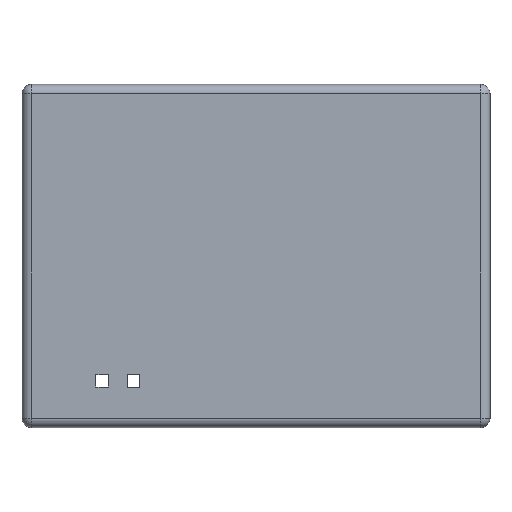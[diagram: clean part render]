
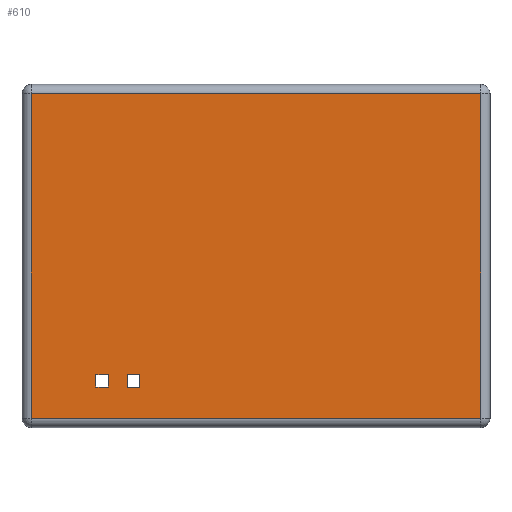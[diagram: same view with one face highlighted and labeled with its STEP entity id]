
A CAD part, top view. The second image highlights one B-rep face of the part: STEP entity #610.
In plain terms, the highlighted planar face has unit normal (0, 0, 1).
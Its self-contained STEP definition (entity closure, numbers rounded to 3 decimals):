
#95 = VERTEX_POINT('',#96);
#96 = CARTESIAN_POINT('',(-1.,1.,13.6));
#103 = EDGE_CURVE('',#95,#104,#106,.T.);
#104 = VERTEX_POINT('',#105);
#105 = CARTESIAN_POINT('',(-1.,-51.,13.6));
#106 = LINE('',#107,#108);
#107 = CARTESIAN_POINT('',(-1.,1.,13.6));
#108 = VECTOR('',#109,1.);
#109 = DIRECTION('',(0.,-1.,0.));
#610 = ADVANCED_FACE('',(#611,#636,#670),#704,.T.);
#611 = FACE_BOUND('',#612,.T.);
#612 = EDGE_LOOP('',(#613,#621,#622,#630));
#613 = ORIENTED_EDGE('',*,*,#614,.T.);
#614 = EDGE_CURVE('',#615,#95,#617,.T.);
#615 = VERTEX_POINT('',#616);
#616 = CARTESIAN_POINT('',(71.,1.,13.6));
#617 = LINE('',#618,#619);
#618 = CARTESIAN_POINT('',(71.,1.,13.6));
#619 = VECTOR('',#620,1.);
#620 = DIRECTION('',(-1.,0.,0.));
#621 = ORIENTED_EDGE('',*,*,#103,.T.);
#622 = ORIENTED_EDGE('',*,*,#623,.T.);
#623 = EDGE_CURVE('',#104,#624,#626,.T.);
#624 = VERTEX_POINT('',#625);
#625 = CARTESIAN_POINT('',(71.,-51.,13.6));
#626 = LINE('',#627,#628);
#627 = CARTESIAN_POINT('',(-1.,-51.,13.6));
#628 = VECTOR('',#629,1.);
#629 = DIRECTION('',(1.,0.,0.));
#630 = ORIENTED_EDGE('',*,*,#631,.T.);
#631 = EDGE_CURVE('',#624,#615,#632,.T.);
#632 = LINE('',#633,#634);
#633 = CARTESIAN_POINT('',(71.,-51.,13.6));
#634 = VECTOR('',#635,1.);
#635 = DIRECTION('',(0.,1.,0.));
#636 = FACE_BOUND('',#637,.T.);
#637 = EDGE_LOOP('',(#638,#648,#656,#664));
#638 = ORIENTED_EDGE('',*,*,#639,.F.);
#639 = EDGE_CURVE('',#640,#642,#644,.T.);
#640 = VERTEX_POINT('',#641);
#641 = CARTESIAN_POINT('',(11.343,-44.,13.6));
#642 = VERTEX_POINT('',#643);
#643 = CARTESIAN_POINT('',(9.343,-44.,13.6));
#644 = LINE('',#645,#646);
#645 = CARTESIAN_POINT('',(22.171,-44.,13.6));
#646 = VECTOR('',#647,1.);
#647 = DIRECTION('',(-1.,0.,0.));
#648 = ORIENTED_EDGE('',*,*,#649,.F.);
#649 = EDGE_CURVE('',#650,#640,#652,.T.);
#650 = VERTEX_POINT('',#651);
#651 = CARTESIAN_POINT('',(11.343,-46.,13.6));
#652 = LINE('',#653,#654);
#653 = CARTESIAN_POINT('',(11.343,-34.5,13.6));
#654 = VECTOR('',#655,1.);
#655 = DIRECTION('',(0.,1.,0.));
#656 = ORIENTED_EDGE('',*,*,#657,.F.);
#657 = EDGE_CURVE('',#658,#650,#660,.T.);
#658 = VERTEX_POINT('',#659);
#659 = CARTESIAN_POINT('',(9.343,-46.,13.6));
#660 = LINE('',#661,#662);
#661 = CARTESIAN_POINT('',(23.171,-46.,13.6));
#662 = VECTOR('',#663,1.);
#663 = DIRECTION('',(1.,0.,0.));
#664 = ORIENTED_EDGE('',*,*,#665,.F.);
#665 = EDGE_CURVE('',#642,#658,#666,.T.);
#666 = LINE('',#667,#668);
#667 = CARTESIAN_POINT('',(9.343,-35.5,13.6));
#668 = VECTOR('',#669,1.);
#669 = DIRECTION('',(0.,-1.,0.));
#670 = FACE_BOUND('',#671,.T.);
#671 = EDGE_LOOP('',(#672,#682,#690,#698));
#672 = ORIENTED_EDGE('',*,*,#673,.T.);
#673 = EDGE_CURVE('',#674,#676,#678,.T.);
#674 = VERTEX_POINT('',#675);
#675 = CARTESIAN_POINT('',(16.35,-46.,13.6));
#676 = VERTEX_POINT('',#677);
#677 = CARTESIAN_POINT('',(14.35,-46.,13.6));
#678 = LINE('',#679,#680);
#679 = CARTESIAN_POINT('',(24.675,-46.,13.6));
#680 = VECTOR('',#681,1.);
#681 = DIRECTION('',(-1.,0.,0.));
#682 = ORIENTED_EDGE('',*,*,#683,.T.);
#683 = EDGE_CURVE('',#676,#684,#686,.T.);
#684 = VERTEX_POINT('',#685);
#685 = CARTESIAN_POINT('',(14.35,-44.,13.6));
#686 = LINE('',#687,#688);
#687 = CARTESIAN_POINT('',(14.35,-34.5,13.6));
#688 = VECTOR('',#689,1.);
#689 = DIRECTION('',(0.,1.,0.));
#690 = ORIENTED_EDGE('',*,*,#691,.T.);
#691 = EDGE_CURVE('',#684,#692,#694,.T.);
#692 = VERTEX_POINT('',#693);
#693 = CARTESIAN_POINT('',(16.35,-44.,13.6));
#694 = LINE('',#695,#696);
#695 = CARTESIAN_POINT('',(25.675,-44.,13.6));
#696 = VECTOR('',#697,1.);
#697 = DIRECTION('',(1.,0.,0.));
#698 = ORIENTED_EDGE('',*,*,#699,.T.);
#699 = EDGE_CURVE('',#692,#674,#700,.T.);
#700 = LINE('',#701,#702);
#701 = CARTESIAN_POINT('',(16.35,-35.5,13.6));
#702 = VECTOR('',#703,1.);
#703 = DIRECTION('',(0.,-1.,0.));
#704 = PLANE('',#705);
#705 = AXIS2_PLACEMENT_3D('',#706,#707,#708);
#706 = CARTESIAN_POINT('',(35.,-25.,13.6));
#707 = DIRECTION('',(0.,0.,1.));
#708 = DIRECTION('',(1.,0.,0.));
